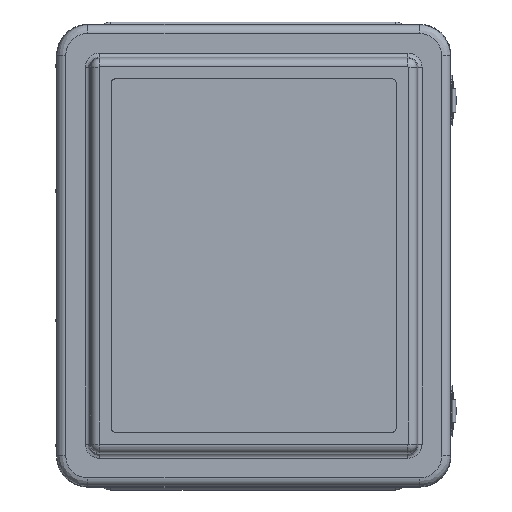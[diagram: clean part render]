
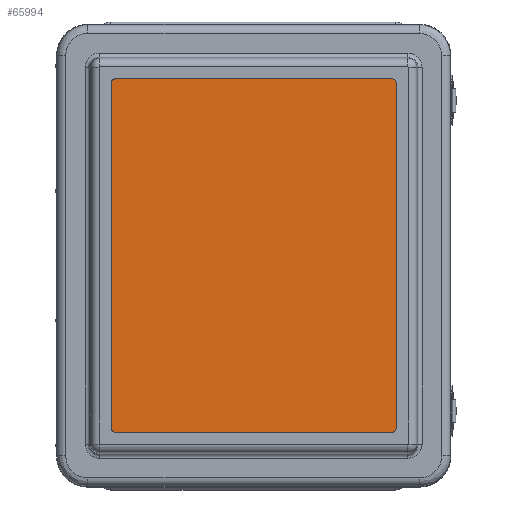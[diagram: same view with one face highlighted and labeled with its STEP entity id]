
A CAD part, top view. The second image highlights one B-rep face of the part: STEP entity #65994.
In plain terms, the highlighted planar face has unit normal (0, 0, 1).
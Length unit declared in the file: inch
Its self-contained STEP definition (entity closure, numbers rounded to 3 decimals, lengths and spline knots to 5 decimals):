
#175 = DIRECTION ( 'NONE',  ( 0., 0., -1. ) ) ;
#411 = DIRECTION ( 'NONE',  ( -1., 0., 0. ) ) ;
#1946 = EDGE_CURVE ( 'NONE', #41844, #70340, #57992, .T. ) ;
#2707 = CARTESIAN_POINT ( 'NONE',  ( 0.01648, 0., 1.58762 ) ) ;
#4786 = CARTESIAN_POINT ( 'NONE',  ( 4.14148, -5., 1.58762 ) ) ;
#5632 = DIRECTION ( 'NONE',  ( -1., 0., 0. ) ) ;
#6425 = ORIENTED_EDGE ( 'NONE', *, *, #70109, .F. ) ;
#8223 = DIRECTION ( 'NONE',  ( 0., 0., 1. ) ) ;
#10496 = CARTESIAN_POINT ( 'NONE',  ( -3.98352, 5.125, 1.58762 ) ) ;
#11150 = CARTESIAN_POINT ( 'NONE',  ( -3.98352, -5.125, 1.58762 ) ) ;
#11402 = CARTESIAN_POINT ( 'NONE',  ( 4.01648, -5.125, 1.58762 ) ) ;
#12632 = CARTESIAN_POINT ( 'NONE',  ( -4.10852, 5., 1.58762 ) ) ;
#15079 = CARTESIAN_POINT ( 'NONE',  ( 4.01648, 5., 1.58762 ) ) ;
#16421 = ORIENTED_EDGE ( 'NONE', *, *, #21607, .F. ) ;
#19496 = CARTESIAN_POINT ( 'NONE',  ( -3.98352, 5., 1.58762 ) ) ;
#21222 = CIRCLE ( 'NONE', #68351, 0.125 ) ;
#21522 = EDGE_CURVE ( 'NONE', #22515, #41844, #57253, .T. ) ;
#21607 = EDGE_CURVE ( 'NONE', #22001, #59712, #21920, .T. ) ;
#21845 = ORIENTED_EDGE ( 'NONE', *, *, #40822, .F. ) ;
#21920 = LINE ( 'NONE', #12632, #27080 ) ;
#21988 = CARTESIAN_POINT ( 'NONE',  ( -3.98352, -5.125, 1.58762 ) ) ;
#22001 = VERTEX_POINT ( 'NONE', #33995 ) ;
#22068 = ORIENTED_EDGE ( 'NONE', *, *, #21522, .F. ) ;
#22515 = VERTEX_POINT ( 'NONE', #38983 ) ;
#23567 = DIRECTION ( 'NONE',  ( -1., 0., 0. ) ) ;
#24510 = AXIS2_PLACEMENT_3D ( 'NONE', #38565, #175, #411 ) ;
#25223 = CARTESIAN_POINT ( 'NONE',  ( 4.14148, -5., 1.58762 ) ) ;
#26028 = CARTESIAN_POINT ( 'NONE',  ( -4.10852, 5., 1.58762 ) ) ;
#26157 = FACE_OUTER_BOUND ( 'NONE', #53070, .T. ) ;
#27080 = VECTOR ( 'NONE', #67498, 39.37008 ) ;
#29577 = DIRECTION ( 'NONE',  ( 0., 0., -1. ) ) ;
#33965 = CIRCLE ( 'NONE', #24510, 0.125 ) ;
#33995 = CARTESIAN_POINT ( 'NONE',  ( -4.10852, -5., 1.58762 ) ) ;
#36527 = VECTOR ( 'NONE', #65547, 39.37008 ) ;
#36801 = ORIENTED_EDGE ( 'NONE', *, *, #58214, .F. ) ;
#38077 = AXIS2_PLACEMENT_3D ( 'NONE', #2707, #8223, #47382 ) ;
#38565 = CARTESIAN_POINT ( 'NONE',  ( 4.01648, -5., 1.58762 ) ) ;
#38983 = CARTESIAN_POINT ( 'NONE',  ( 4.01648, 5.125, 1.58762 ) ) ;
#39312 = VERTEX_POINT ( 'NONE', #10496 ) ;
#39601 = VERTEX_POINT ( 'NONE', #11402 ) ;
#40822 = EDGE_CURVE ( 'NONE', #39601, #50511, #56239, .T. ) ;
#41844 = VERTEX_POINT ( 'NONE', #42374 ) ;
#42374 = CARTESIAN_POINT ( 'NONE',  ( 4.14148, 5., 1.58762 ) ) ;
#43118 = CARTESIAN_POINT ( 'NONE',  ( 4.01648, 5.125, 1.58762 ) ) ;
#44700 = CARTESIAN_POINT ( 'NONE',  ( -3.98352, -5., 1.58762 ) ) ;
#47382 = DIRECTION ( 'NONE',  ( 1., 0., 0. ) ) ;
#50302 = LINE ( 'NONE', #43118, #36527 ) ;
#50511 = VERTEX_POINT ( 'NONE', #11150 ) ;
#51910 = ORIENTED_EDGE ( 'NONE', *, *, #1946, .F. ) ;
#53070 = EDGE_LOOP ( 'NONE', ( #51910, #22068, #65863, #62575, #16421, #36801, #21845, #6425 ) ) ;
#54299 = DIRECTION ( 'NONE',  ( -1., 0., 0. ) ) ;
#54562 = VECTOR ( 'NONE', #5632, 39.37008 ) ;
#56056 = AXIS2_PLACEMENT_3D ( 'NONE', #15079, #59123, #54299 ) ;
#56239 = LINE ( 'NONE', #21988, #54562 ) ;
#57253 = CIRCLE ( 'NONE', #56056, 0.125 ) ;
#57770 = DIRECTION ( 'NONE',  ( 0., 0., -1. ) ) ;
#57992 = LINE ( 'NONE', #25223, #68338 ) ;
#58214 = EDGE_CURVE ( 'NONE', #50511, #22001, #21222, .T. ) ;
#58272 = PLANE ( 'NONE',  #38077 ) ;
#58479 = DIRECTION ( 'NONE',  ( -1., 0., 0. ) ) ;
#58481 = AXIS2_PLACEMENT_3D ( 'NONE', #19496, #57770, #58479 ) ;
#59123 = DIRECTION ( 'NONE',  ( 0., 0., -1. ) ) ;
#59712 = VERTEX_POINT ( 'NONE', #26028 ) ;
#61051 = EDGE_CURVE ( 'NONE', #59712, #39312, #64930, .T. ) ;
#62575 = ORIENTED_EDGE ( 'NONE', *, *, #61051, .F. ) ;
#64453 = DIRECTION ( 'NONE',  ( 0., -1., 0. ) ) ;
#64930 = CIRCLE ( 'NONE', #58481, 0.125 ) ;
#65547 = DIRECTION ( 'NONE',  ( 1., 0., 0. ) ) ;
#65591 = EDGE_CURVE ( 'NONE', #39312, #22515, #50302, .T. ) ;
#65863 = ORIENTED_EDGE ( 'NONE', *, *, #65591, .F. ) ;
#65994 = ADVANCED_FACE ( 'NONE', ( #26157 ), #58272, .T. ) ;
#67498 = DIRECTION ( 'NONE',  ( 0., 1., 0. ) ) ;
#68338 = VECTOR ( 'NONE', #64453, 39.37008 ) ;
#68351 = AXIS2_PLACEMENT_3D ( 'NONE', #44700, #29577, #23567 ) ;
#70109 = EDGE_CURVE ( 'NONE', #70340, #39601, #33965, .T. ) ;
#70340 = VERTEX_POINT ( 'NONE', #4786 ) ;
